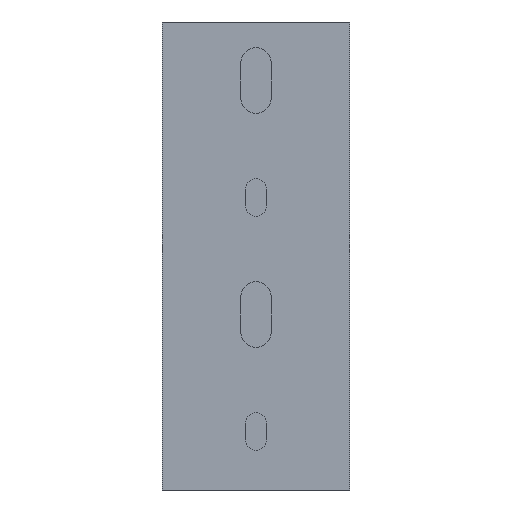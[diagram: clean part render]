
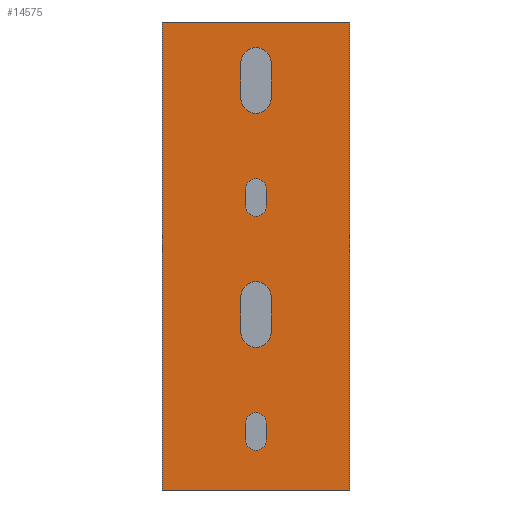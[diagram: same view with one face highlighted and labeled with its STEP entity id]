
A CAD part, front view. The second image highlights one B-rep face of the part: STEP entity #14575.
In plain terms, the highlighted planar face has unit normal (0, -1, 0).
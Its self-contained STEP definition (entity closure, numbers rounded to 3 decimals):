
#267=DIRECTION('',(-1.,0.,0.));
#268=VECTOR('',#267,40.);
#269=CARTESIAN_POINT('',(20.,-1.4,0.));
#270=LINE('',#269,#268);
#4137=DIRECTION('',(0.,0.,-1.));
#4138=VECTOR('',#4137,100.);
#4139=CARTESIAN_POINT('',(-20.,-1.4,0.));
#4140=LINE('',#4139,#4138);
#7209=DIRECTION('',(0.,0.,-1.));
#7210=VECTOR('',#7209,100.);
#7211=CARTESIAN_POINT('',(20.,-1.4,0.));
#7212=LINE('',#7211,#7210);
#7216=DIRECTION('',(0.,0.,1.));
#7217=VECTOR('',#7216,3.5);
#7218=CARTESIAN_POINT('',(2.25,-1.4,-89.25));
#7219=LINE('',#7218,#7217);
#7223=DIRECTION('',(0.,0.,1.));
#7224=VECTOR('',#7223,3.5);
#7225=CARTESIAN_POINT('',(-2.25,-1.4,-89.25));
#7226=LINE('',#7225,#7224);
#7230=DIRECTION('',(0.,0.,1.));
#7231=VECTOR('',#7230,7.5);
#7232=CARTESIAN_POINT('',(3.25,-1.4,-16.25));
#7233=LINE('',#7232,#7231);
#7237=DIRECTION('',(0.,0.,1.));
#7238=VECTOR('',#7237,7.5);
#7239=CARTESIAN_POINT('',(-3.25,-1.4,-16.25));
#7240=LINE('',#7239,#7238);
#7244=DIRECTION('',(0.,0.,1.));
#7245=VECTOR('',#7244,3.5);
#7246=CARTESIAN_POINT('',(2.25,-1.4,-39.25));
#7247=LINE('',#7246,#7245);
#7251=DIRECTION('',(0.,0.,1.));
#7252=VECTOR('',#7251,3.5);
#7253=CARTESIAN_POINT('',(-2.25,-1.4,-39.25));
#7254=LINE('',#7253,#7252);
#7258=DIRECTION('',(0.,0.,1.));
#7259=VECTOR('',#7258,7.5);
#7260=CARTESIAN_POINT('',(3.25,-1.4,-66.25));
#7261=LINE('',#7260,#7259);
#7265=DIRECTION('',(0.,0.,1.));
#7266=VECTOR('',#7265,7.5);
#7267=CARTESIAN_POINT('',(-3.25,-1.4,-66.25));
#7268=LINE('',#7267,#7266);
#7300=DIRECTION('',(1.,0.,0.));
#7301=VECTOR('',#7300,40.);
#7302=CARTESIAN_POINT('',(-20.,-1.4,-100.));
#7303=LINE('',#7302,#7301);
#7356=CARTESIAN_POINT('',(0.,-1.4,-89.25));
#7357=DIRECTION('',(0.,1.,0.));
#7358=DIRECTION('',(1.,0.,0.));
#7359=AXIS2_PLACEMENT_3D('',#7356,#7357,#7358);
#7394=CARTESIAN_POINT('',(0.,-1.4,-85.75));
#7395=DIRECTION('',(0.,1.,0.));
#7396=DIRECTION('',(-1.,0.,0.));
#7397=AXIS2_PLACEMENT_3D('',#7394,#7395,#7396);
#7416=CARTESIAN_POINT('',(0.,-1.4,-16.25));
#7417=DIRECTION('',(0.,1.,0.));
#7418=DIRECTION('',(1.,0.,0.));
#7419=AXIS2_PLACEMENT_3D('',#7416,#7417,#7418);
#7454=CARTESIAN_POINT('',(0.,-1.4,-8.75));
#7455=DIRECTION('',(0.,1.,0.));
#7456=DIRECTION('',(-1.,0.,0.));
#7457=AXIS2_PLACEMENT_3D('',#7454,#7455,#7456);
#7476=CARTESIAN_POINT('',(0.,-1.4,-39.25));
#7477=DIRECTION('',(0.,1.,0.));
#7478=DIRECTION('',(1.,0.,0.));
#7479=AXIS2_PLACEMENT_3D('',#7476,#7477,#7478);
#7514=CARTESIAN_POINT('',(0.,-1.4,-35.75));
#7515=DIRECTION('',(0.,1.,0.));
#7516=DIRECTION('',(-1.,0.,0.));
#7517=AXIS2_PLACEMENT_3D('',#7514,#7515,#7516);
#7536=CARTESIAN_POINT('',(0.,-1.4,-66.25));
#7537=DIRECTION('',(0.,1.,0.));
#7538=DIRECTION('',(1.,0.,0.));
#7539=AXIS2_PLACEMENT_3D('',#7536,#7537,#7538);
#7574=CARTESIAN_POINT('',(0.,-1.4,-58.75));
#7575=DIRECTION('',(0.,1.,0.));
#7576=DIRECTION('',(-1.,0.,0.));
#7577=AXIS2_PLACEMENT_3D('',#7574,#7575,#7576);
#7596=CARTESIAN_POINT('',(-3.25,-1.4,-8.75));
#7597=CARTESIAN_POINT('',(3.25,-1.4,-8.75));
#7598=VERTEX_POINT('',#7596);
#7599=VERTEX_POINT('',#7597);
#7608=CARTESIAN_POINT('',(3.25,-1.4,-16.25));
#7609=CARTESIAN_POINT('',(-3.25,-1.4,-16.25));
#7610=VERTEX_POINT('',#7608);
#7611=VERTEX_POINT('',#7609);
#7612=CARTESIAN_POINT('',(-2.25,-1.4,-35.75));
#7613=CARTESIAN_POINT('',(2.25,-1.4,-35.75));
#7614=VERTEX_POINT('',#7612);
#7615=VERTEX_POINT('',#7613);
#7624=CARTESIAN_POINT('',(2.25,-1.4,-39.25));
#7625=CARTESIAN_POINT('',(-2.25,-1.4,-39.25));
#7626=VERTEX_POINT('',#7624);
#7627=VERTEX_POINT('',#7625);
#7628=CARTESIAN_POINT('',(-3.25,-1.4,-66.25));
#7629=CARTESIAN_POINT('',(-3.25,-1.4,-58.75));
#7630=VERTEX_POINT('',#7628);
#7631=VERTEX_POINT('',#7629);
#7632=CARTESIAN_POINT('',(-2.25,-1.4,-89.25));
#7633=CARTESIAN_POINT('',(-2.25,-1.4,-85.75));
#7634=VERTEX_POINT('',#7632);
#7635=VERTEX_POINT('',#7633);
#7644=CARTESIAN_POINT('',(3.25,-1.4,-66.25));
#7645=CARTESIAN_POINT('',(3.25,-1.4,-58.75));
#7646=VERTEX_POINT('',#7644);
#7647=VERTEX_POINT('',#7645);
#7648=CARTESIAN_POINT('',(2.25,-1.4,-89.25));
#7649=CARTESIAN_POINT('',(2.25,-1.4,-85.75));
#7650=VERTEX_POINT('',#7648);
#7651=VERTEX_POINT('',#7649);
#7860=CARTESIAN_POINT('',(-20.,-1.4,0.));
#7861=CARTESIAN_POINT('',(-20.,-1.4,-100.));
#7862=VERTEX_POINT('',#7860);
#7863=VERTEX_POINT('',#7861);
#7864=CARTESIAN_POINT('',(20.,-1.4,0.));
#7865=CARTESIAN_POINT('',(20.,-1.4,-100.));
#7866=VERTEX_POINT('',#7864);
#7867=VERTEX_POINT('',#7865);
#14523=CARTESIAN_POINT('',(-20.,-1.4,0.));
#14524=DIRECTION('',(0.,-1.,0.));
#14525=DIRECTION('',(1.,0.,0.));
#14526=AXIS2_PLACEMENT_3D('',#14523,#14524,#14525);
#14527=PLANE('',#14526);
#14528=ORIENTED_EDGE('',*,*,#8981,.F.);
#14529=ORIENTED_EDGE('',*,*,#9039,.T.);
#14531=ORIENTED_EDGE('',*,*,#14530,.F.);
#14532=ORIENTED_EDGE('',*,*,#12198,.F.);
#14533=EDGE_LOOP('',(#14528,#14529,#14531,#14532));
#14534=FACE_OUTER_BOUND('',#14533,.F.);
#14536=ORIENTED_EDGE('',*,*,#14535,.F.);
#14538=ORIENTED_EDGE('',*,*,#14537,.T.);
#14540=ORIENTED_EDGE('',*,*,#14539,.F.);
#14542=ORIENTED_EDGE('',*,*,#14541,.F.);
#14543=EDGE_LOOP('',(#14536,#14538,#14540,#14542));
#14544=FACE_BOUND('',#14543,.F.);
#14546=ORIENTED_EDGE('',*,*,#14545,.F.);
#14548=ORIENTED_EDGE('',*,*,#14547,.T.);
#14550=ORIENTED_EDGE('',*,*,#14549,.F.);
#14552=ORIENTED_EDGE('',*,*,#14551,.F.);
#14553=EDGE_LOOP('',(#14546,#14548,#14550,#14552));
#14554=FACE_BOUND('',#14553,.F.);
#14556=ORIENTED_EDGE('',*,*,#14555,.F.);
#14558=ORIENTED_EDGE('',*,*,#14557,.T.);
#14560=ORIENTED_EDGE('',*,*,#14559,.F.);
#14562=ORIENTED_EDGE('',*,*,#14561,.F.);
#14563=EDGE_LOOP('',(#14556,#14558,#14560,#14562));
#14564=FACE_BOUND('',#14563,.F.);
#14566=ORIENTED_EDGE('',*,*,#14565,.F.);
#14568=ORIENTED_EDGE('',*,*,#14567,.T.);
#14570=ORIENTED_EDGE('',*,*,#14569,.F.);
#14572=ORIENTED_EDGE('',*,*,#14571,.F.);
#14573=EDGE_LOOP('',(#14566,#14568,#14570,#14572));
#14574=FACE_BOUND('',#14573,.F.);
#7360=CIRCLE('',#7359,2.25);
#7398=CIRCLE('',#7397,2.25);
#7420=CIRCLE('',#7419,3.25);
#7458=CIRCLE('',#7457,3.25);
#7480=CIRCLE('',#7479,2.25);
#7518=CIRCLE('',#7517,2.25);
#7540=CIRCLE('',#7539,3.25);
#7578=CIRCLE('',#7577,3.25);
#8981=EDGE_CURVE('',#7866,#7862,#270,.T.);
#9039=EDGE_CURVE('',#7866,#7867,#7212,.T.);
#12198=EDGE_CURVE('',#7862,#7863,#4140,.T.);
#14530=EDGE_CURVE('',#7863,#7867,#7303,.T.);
#14535=EDGE_CURVE('',#7650,#7634,#7360,.T.);
#14537=EDGE_CURVE('',#7650,#7651,#7219,.T.);
#14539=EDGE_CURVE('',#7635,#7651,#7398,.T.);
#14541=EDGE_CURVE('',#7634,#7635,#7226,.T.);
#14545=EDGE_CURVE('',#7610,#7611,#7420,.T.);
#14547=EDGE_CURVE('',#7610,#7599,#7233,.T.);
#14549=EDGE_CURVE('',#7598,#7599,#7458,.T.);
#14551=EDGE_CURVE('',#7611,#7598,#7240,.T.);
#14555=EDGE_CURVE('',#7626,#7627,#7480,.T.);
#14557=EDGE_CURVE('',#7626,#7615,#7247,.T.);
#14559=EDGE_CURVE('',#7614,#7615,#7518,.T.);
#14561=EDGE_CURVE('',#7627,#7614,#7254,.T.);
#14565=EDGE_CURVE('',#7646,#7630,#7540,.T.);
#14567=EDGE_CURVE('',#7646,#7647,#7261,.T.);
#14569=EDGE_CURVE('',#7631,#7647,#7578,.T.);
#14571=EDGE_CURVE('',#7630,#7631,#7268,.T.);
#14575=ADVANCED_FACE('',(#14534,#14544,#14554,#14564,#14574),#14527,.T.);
